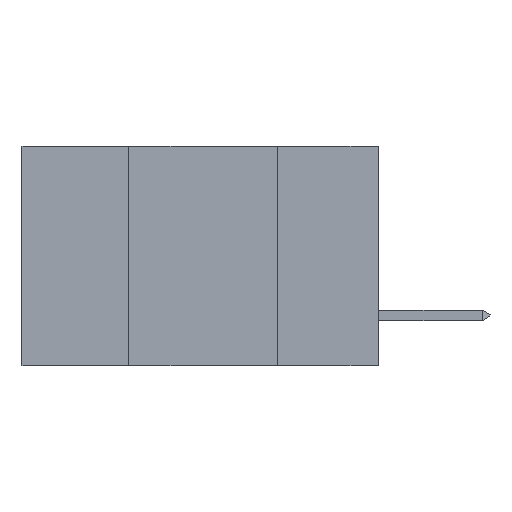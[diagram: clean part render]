
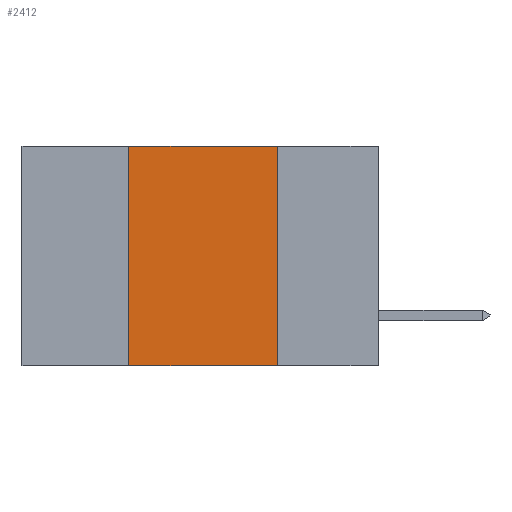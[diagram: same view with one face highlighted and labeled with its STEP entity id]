
A CAD part, left-side view. The second image highlights one B-rep face of the part: STEP entity #2412.
In plain terms, the highlighted planar face has unit normal (-1, 0, 0).
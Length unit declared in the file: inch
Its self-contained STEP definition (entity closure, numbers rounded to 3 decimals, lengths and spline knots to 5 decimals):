
#26 = ORIENTED_EDGE ( 'NONE', *, *, #3745, .F. ) ;
#1634 = PLANE ( 'NONE',  #5560 ) ;
#1700 = DIRECTION ( 'NONE',  ( 0., 0., -1. ) ) ;
#1898 = VECTOR ( 'NONE', #5426, 39.37008 ) ;
#1968 = LINE ( 'NONE', #7941, #1898 ) ;
#2194 = CARTESIAN_POINT ( 'NONE',  ( 0., 0.6, 0. ) ) ;
#2412 = ADVANCED_FACE ( 'NONE', ( #4894 ), #1634, .F. ) ;
#2622 = EDGE_CURVE ( 'NONE', #8542, #7359, #4416, .T. ) ;
#2638 = CARTESIAN_POINT ( 'NONE',  ( 0., 0.6, 0. ) ) ;
#2703 = DIRECTION ( 'NONE',  ( 0., 0., 1. ) ) ;
#2869 = DIRECTION ( 'NONE',  ( 1., 0., 0. ) ) ;
#3126 = VECTOR ( 'NONE', #7253, 39.37008 ) ;
#3174 = LINE ( 'NONE', #2638, #3126 ) ;
#3248 = EDGE_LOOP ( 'NONE', ( #26, #4018, #9224, #7102 ) ) ;
#3649 = CARTESIAN_POINT ( 'NONE',  ( 0., 0.42, -0.37 ) ) ;
#3745 = EDGE_CURVE ( 'NONE', #8329, #4534, #1968, .T. ) ;
#3960 = LINE ( 'NONE', #7959, #4144 ) ;
#4018 = ORIENTED_EDGE ( 'NONE', *, *, #7767, .F. ) ;
#4144 = VECTOR ( 'NONE', #7940, 39.37008 ) ;
#4377 = VECTOR ( 'NONE', #2703, 39.37008 ) ;
#4416 = LINE ( 'NONE', #8550, #4377 ) ;
#4534 = VERTEX_POINT ( 'NONE', #7947 ) ;
#4894 = FACE_OUTER_BOUND ( 'NONE', #3248, .T. ) ;
#5426 = DIRECTION ( 'NONE',  ( 0., 0., -1. ) ) ;
#5560 = AXIS2_PLACEMENT_3D ( 'NONE', #2194, #2869, #1700 ) ;
#7102 = ORIENTED_EDGE ( 'NONE', *, *, #9348, .T. ) ;
#7253 = DIRECTION ( 'NONE',  ( 0., -1., 0. ) ) ;
#7359 = VERTEX_POINT ( 'NONE', #8989 ) ;
#7767 = EDGE_CURVE ( 'NONE', #7359, #8329, #3174, .T. ) ;
#7940 = DIRECTION ( 'NONE',  ( 0., -1., 0. ) ) ;
#7941 = CARTESIAN_POINT ( 'NONE',  ( 0., 0.17, 0. ) ) ;
#7947 = CARTESIAN_POINT ( 'NONE',  ( 0., 0.17, -0.37 ) ) ;
#7959 = CARTESIAN_POINT ( 'NONE',  ( 0., 0.6, -0.37 ) ) ;
#8329 = VERTEX_POINT ( 'NONE', #8899 ) ;
#8542 = VERTEX_POINT ( 'NONE', #3649 ) ;
#8550 = CARTESIAN_POINT ( 'NONE',  ( 0., 0.42, 0. ) ) ;
#8899 = CARTESIAN_POINT ( 'NONE',  ( 0., 0.17, 0. ) ) ;
#8989 = CARTESIAN_POINT ( 'NONE',  ( 0., 0.42, 0. ) ) ;
#9224 = ORIENTED_EDGE ( 'NONE', *, *, #2622, .F. ) ;
#9348 = EDGE_CURVE ( 'NONE', #8542, #4534, #3960, .T. ) ;
